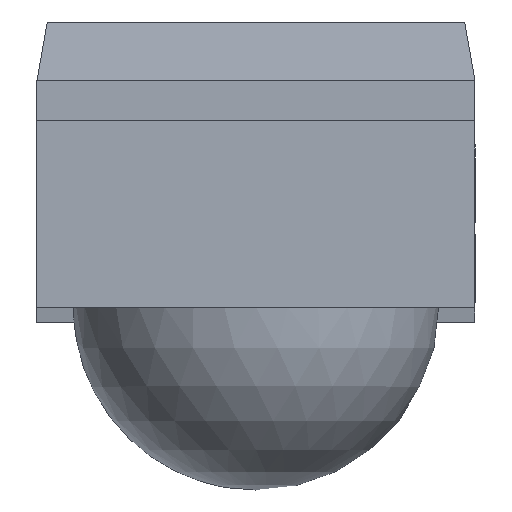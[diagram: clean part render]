
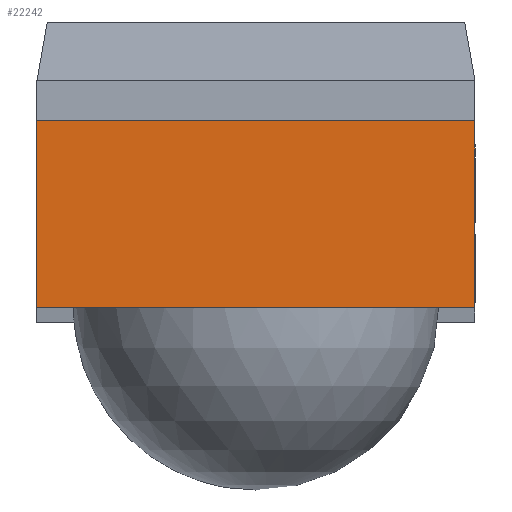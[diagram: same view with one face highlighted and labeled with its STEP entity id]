
A CAD part, top view. The second image highlights one B-rep face of the part: STEP entity #22242.
In plain terms, the highlighted planar face has unit normal (0, 0, 1).
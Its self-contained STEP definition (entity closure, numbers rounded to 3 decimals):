
#102 = LINE ( 'NONE', #4239, #14270 ) ;
#886 = VERTEX_POINT ( 'NONE', #14724 ) ;
#1111 = ORIENTED_EDGE ( 'NONE', *, *, #22728, .T. ) ;
#3951 = DIRECTION ( 'NONE',  ( 1., 0., 0. ) ) ;
#4239 = CARTESIAN_POINT ( 'NONE',  ( -3., -2.55, 3.475 ) ) ;
#4600 = AXIS2_PLACEMENT_3D ( 'NONE', #19403, #10555, #6058 ) ;
#6058 = DIRECTION ( 'NONE',  ( 1., 0., 0. ) ) ;
#6926 = LINE ( 'NONE', #21955, #12055 ) ;
#7862 = ORIENTED_EDGE ( 'NONE', *, *, #14630, .F. ) ;
#10555 = DIRECTION ( 'NONE',  ( 0., 0., 1. ) ) ;
#10720 = LINE ( 'NONE', #19571, #14265 ) ;
#10947 = DIRECTION ( 'NONE',  ( 0., 1., 0. ) ) ;
#12055 = VECTOR ( 'NONE', #19808, 1000. ) ;
#14265 = VECTOR ( 'NONE', #15368, 1000. ) ;
#14270 = VECTOR ( 'NONE', #10947, 1000. ) ;
#14286 = VERTEX_POINT ( 'NONE', #20722 ) ;
#14516 = EDGE_CURVE ( 'NONE', #886, #19693, #102, .T. ) ;
#14630 = EDGE_CURVE ( 'NONE', #19693, #16145, #24413, .T. ) ;
#14724 = CARTESIAN_POINT ( 'NONE',  ( -3., -2.55, 3.475 ) ) ;
#15368 = DIRECTION ( 'NONE',  ( 1., 0., 0. ) ) ;
#15674 = EDGE_CURVE ( 'NONE', #886, #14286, #10720, .T. ) ;
#16145 = VERTEX_POINT ( 'NONE', #18896 ) ;
#16526 = FACE_OUTER_BOUND ( 'NONE', #16649, .T. ) ;
#16649 = EDGE_LOOP ( 'NONE', ( #7862, #24805, #17430, #1111 ) ) ;
#17430 = ORIENTED_EDGE ( 'NONE', *, *, #15674, .T. ) ;
#18896 = CARTESIAN_POINT ( 'NONE',  ( 3., 0., 3.475 ) ) ;
#19403 = CARTESIAN_POINT ( 'NONE',  ( -3., -2.55, 3.475 ) ) ;
#19571 = CARTESIAN_POINT ( 'NONE',  ( -3., -2.55, 3.475 ) ) ;
#19693 = VERTEX_POINT ( 'NONE', #24723 ) ;
#19808 = DIRECTION ( 'NONE',  ( 0., 1., 0. ) ) ;
#20293 = VECTOR ( 'NONE', #3951, 1000. ) ;
#20722 = CARTESIAN_POINT ( 'NONE',  ( 3., -2.55, 3.475 ) ) ;
#21955 = CARTESIAN_POINT ( 'NONE',  ( 3., -2.55, 3.475 ) ) ;
#22242 = ADVANCED_FACE ( 'NONE', ( #16526 ), #25331, .T. ) ;
#22728 = EDGE_CURVE ( 'NONE', #14286, #16145, #6926, .T. ) ;
#23817 = CARTESIAN_POINT ( 'NONE',  ( -3., 0., 3.475 ) ) ;
#24413 = LINE ( 'NONE', #23817, #20293 ) ;
#24723 = CARTESIAN_POINT ( 'NONE',  ( -3., 0., 3.475 ) ) ;
#24805 = ORIENTED_EDGE ( 'NONE', *, *, #14516, .F. ) ;
#25331 = PLANE ( 'NONE',  #4600 ) ;
